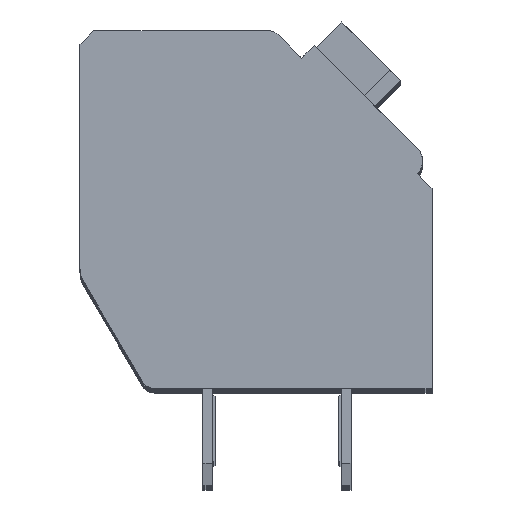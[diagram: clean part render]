
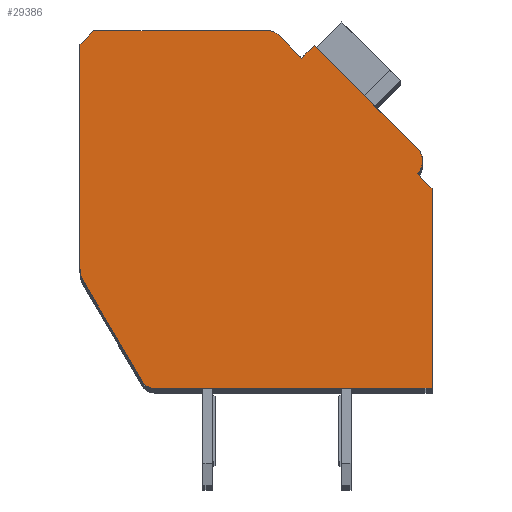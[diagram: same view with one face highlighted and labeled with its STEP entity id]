
A CAD part, top view. The second image highlights one B-rep face of the part: STEP entity #29386.
In plain terms, the highlighted planar face has unit normal (0, 0, 1).
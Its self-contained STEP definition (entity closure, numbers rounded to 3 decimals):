
#1081=DIRECTION('',(0.,-1.,0.));
#1082=VECTOR('',#1081,8.053);
#1083=CARTESIAN_POINT('',(-12.7,12.4,2.1));
#1084=LINE('',#1083,#1082);
#1085=DIRECTION('',(-0.707,-0.707,0.));
#1086=VECTOR('',#1085,0.707);
#1087=CARTESIAN_POINT('',(-12.2,12.9,2.1));
#1088=LINE('',#1087,#1086);
#1089=DIRECTION('',(-1.,0.,0.));
#1090=VECTOR('',#1089,6.298);
#1091=CARTESIAN_POINT('',(-5.902,12.9,2.1));
#1092=LINE('',#1091,#1090);
#1093=CARTESIAN_POINT('',(-5.902,12.4,2.1));
#1094=DIRECTION('',(0.,0.,1.));
#1095=DIRECTION('',(0.707,0.707,0.));
#1096=AXIS2_PLACEMENT_3D('',#1093,#1094,#1095);
#1098=DIRECTION('',(-0.707,0.707,0.));
#1099=VECTOR('',#1098,1.197);
#1100=CARTESIAN_POINT('',(-4.702,11.907,2.1));
#1101=LINE('',#1100,#1099);
#1102=DIRECTION('',(-0.707,-0.707,0.));
#1103=VECTOR('',#1102,0.65);
#1104=CARTESIAN_POINT('',(-4.243,12.367,2.1));
#1105=LINE('',#1104,#1103);
#1106=DIRECTION('',(-0.707,0.707,0.));
#1107=VECTOR('',#1106,5.25);
#1108=CARTESIAN_POINT('',(-0.53,8.655,2.1));
#1109=LINE('',#1108,#1107);
#1110=CARTESIAN_POINT('',(-0.99,8.195,2.1));
#1111=DIRECTION('',(0.,0.,1.));
#1112=DIRECTION('',(0.707,-0.707,0.));
#1113=AXIS2_PLACEMENT_3D('',#1110,#1111,#1112);
#1115=DIRECTION('',(-0.707,0.707,0.));
#1116=VECTOR('',#1115,0.75);
#1117=CARTESIAN_POINT('',(0.,7.205,2.1));
#1118=LINE('',#1117,#1116);
#1119=DIRECTION('',(0.,1.,0.));
#1120=VECTOR('',#1119,7.205);
#1121=CARTESIAN_POINT('',(0.,0.,2.1));
#1122=LINE('',#1121,#1120);
#1123=DIRECTION('',(1.,0.,0.));
#1124=VECTOR('',#1123,10.014);
#1125=CARTESIAN_POINT('',(-10.014,0.,2.1));
#1126=LINE('',#1125,#1124);
#1127=CARTESIAN_POINT('',(-10.014,0.5,2.1));
#1128=DIRECTION('',(0.,0.,1.));
#1129=DIRECTION('',(-0.862,-0.508,0.));
#1130=AXIS2_PLACEMENT_3D('',#1127,#1128,#1129);
#1132=DIRECTION('',(0.508,-0.862,0.));
#1133=VECTOR('',#1132,4.17);
#1134=CARTESIAN_POINT('',(-12.562,3.839,2.1));
#1135=LINE('',#1134,#1133);
#1136=CARTESIAN_POINT('',(-11.7,4.347,2.1));
#1137=DIRECTION('',(0.,0.,1.));
#1138=DIRECTION('',(-1.,0.,0.));
#1139=AXIS2_PLACEMENT_3D('',#1136,#1137,#1138);
#21665=CARTESIAN_POINT('',(-12.7,12.4,2.1));
#21666=CARTESIAN_POINT('',(-12.7,4.347,2.1));
#21667=VERTEX_POINT('',#21665);
#21668=VERTEX_POINT('',#21666);
#21669=CARTESIAN_POINT('',(-12.562,3.839,2.1));
#21670=VERTEX_POINT('',#21669);
#21671=CARTESIAN_POINT('',(-10.445,0.246,2.1));
#21672=VERTEX_POINT('',#21671);
#21673=CARTESIAN_POINT('',(-10.014,0.,2.1));
#21674=VERTEX_POINT('',#21673);
#21675=CARTESIAN_POINT('',(0.,0.,2.1));
#21676=VERTEX_POINT('',#21675);
#21677=CARTESIAN_POINT('',(0.,7.205,2.1));
#21678=VERTEX_POINT('',#21677);
#21679=CARTESIAN_POINT('',(-0.53,7.735,2.1));
#21680=VERTEX_POINT('',#21679);
#21681=CARTESIAN_POINT('',(-0.53,8.655,2.1));
#21682=VERTEX_POINT('',#21681);
#21683=CARTESIAN_POINT('',(-4.243,12.367,2.1));
#21684=VERTEX_POINT('',#21683);
#21685=CARTESIAN_POINT('',(-4.702,11.907,2.1));
#21686=VERTEX_POINT('',#21685);
#21687=CARTESIAN_POINT('',(-5.548,12.754,2.1));
#21688=VERTEX_POINT('',#21687);
#21689=CARTESIAN_POINT('',(-5.902,12.9,2.1));
#21690=VERTEX_POINT('',#21689);
#21691=CARTESIAN_POINT('',(-12.2,12.9,2.1));
#21692=VERTEX_POINT('',#21691);
#29354=CARTESIAN_POINT('',(0.,0.,2.1));
#29355=DIRECTION('',(0.,0.,1.));
#29356=DIRECTION('',(1.,0.,0.));
#29357=AXIS2_PLACEMENT_3D('',#29354,#29355,#29356);
#29358=PLANE('',#29357);
#29359=ORIENTED_EDGE('',*,*,#28377,.F.);
#29361=ORIENTED_EDGE('',*,*,#29360,.F.);
#29363=ORIENTED_EDGE('',*,*,#29362,.F.);
#29365=ORIENTED_EDGE('',*,*,#29364,.F.);
#29367=ORIENTED_EDGE('',*,*,#29366,.F.);
#29369=ORIENTED_EDGE('',*,*,#29368,.F.);
#29371=ORIENTED_EDGE('',*,*,#29370,.F.);
#29373=ORIENTED_EDGE('',*,*,#29372,.F.);
#29375=ORIENTED_EDGE('',*,*,#29374,.F.);
#29377=ORIENTED_EDGE('',*,*,#29376,.F.);
#29379=ORIENTED_EDGE('',*,*,#29378,.F.);
#29381=ORIENTED_EDGE('',*,*,#29380,.F.);
#29382=ORIENTED_EDGE('',*,*,#28897,.F.);
#29383=ORIENTED_EDGE('',*,*,#28565,.F.);
#29384=EDGE_LOOP('',(#29359,#29361,#29363,#29365,#29367,#29369,#29371,#29373,
#29375,#29377,#29379,#29381,#29382,#29383));
#29385=FACE_OUTER_BOUND('',#29384,.F.);
#1097=CIRCLE('',#1096,0.5);
#1114=CIRCLE('',#1113,0.65);
#1131=CIRCLE('',#1130,0.5);
#1140=CIRCLE('',#1139,1.);
#28377=EDGE_CURVE('',#21667,#21668,#1084,.T.);
#28565=EDGE_CURVE('',#21668,#21670,#1140,.T.);
#28897=EDGE_CURVE('',#21670,#21672,#1135,.T.);
#29360=EDGE_CURVE('',#21692,#21667,#1088,.T.);
#29362=EDGE_CURVE('',#21690,#21692,#1092,.T.);
#29364=EDGE_CURVE('',#21688,#21690,#1097,.T.);
#29366=EDGE_CURVE('',#21686,#21688,#1101,.T.);
#29368=EDGE_CURVE('',#21684,#21686,#1105,.T.);
#29370=EDGE_CURVE('',#21682,#21684,#1109,.T.);
#29372=EDGE_CURVE('',#21680,#21682,#1114,.T.);
#29374=EDGE_CURVE('',#21678,#21680,#1118,.T.);
#29376=EDGE_CURVE('',#21676,#21678,#1122,.T.);
#29378=EDGE_CURVE('',#21674,#21676,#1126,.T.);
#29380=EDGE_CURVE('',#21672,#21674,#1131,.T.);
#29386=ADVANCED_FACE('',(#29385),#29358,.T.);
